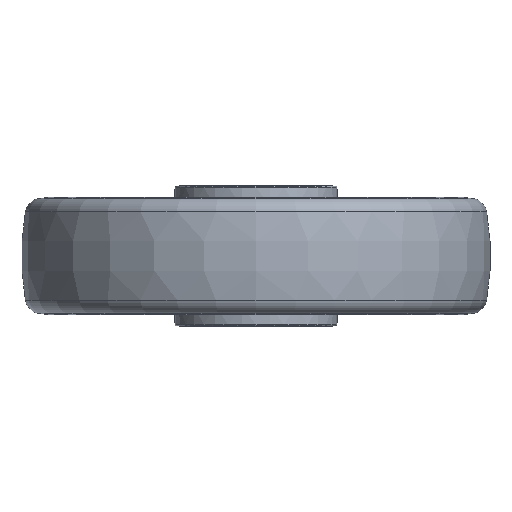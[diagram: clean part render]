
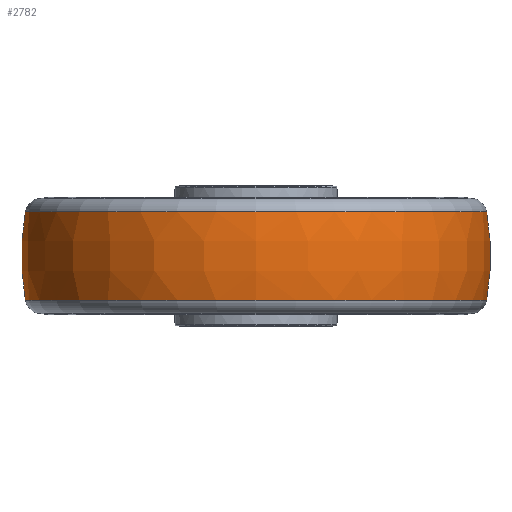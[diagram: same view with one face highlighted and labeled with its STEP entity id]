
A CAD part, front view. The second image highlights one B-rep face of the part: STEP entity #2782.
In plain terms, the highlighted toroidal (fillet/blend) face has major radius 10 mm and minor radius 110 mm.
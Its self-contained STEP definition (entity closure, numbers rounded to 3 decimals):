
#39 = ORIENTED_EDGE ( 'NONE', *, *, #332, .F. ) ;
#167 = DIRECTION ( 'NONE',  ( 0., 0., 1. ) ) ;
#332 = EDGE_CURVE ( 'NONE', #1601, #1368, #1199, .T. ) ;
#480 = ORIENTED_EDGE ( 'NONE', *, *, #779, .T. ) ;
#629 = EDGE_CURVE ( 'NONE', #2205, #1601, #3048, .T. ) ;
#749 = DIRECTION ( 'NONE',  ( -1., 0., 0. ) ) ;
#764 = VERTEX_POINT ( 'NONE', #2134 ) ;
#779 = EDGE_CURVE ( 'NONE', #2205, #764, #1613, .T. ) ;
#830 = ORIENTED_EDGE ( 'NONE', *, *, #2436, .T. ) ;
#864 = DIRECTION ( 'NONE',  ( 0., 0., 1. ) ) ;
#880 = AXIS2_PLACEMENT_3D ( 'NONE', #979, #2980, #3550 ) ;
#968 = AXIS2_PLACEMENT_3D ( 'NONE', #3384, #864, #2076 ) ;
#979 = CARTESIAN_POINT ( 'NONE',  ( 0., 0., -18.854 ) ) ;
#997 = ORIENTED_EDGE ( 'NONE', *, *, #629, .F. ) ;
#1172 = EDGE_LOOP ( 'NONE', ( #480, #830, #39, #997 ) ) ;
#1185 = AXIS2_PLACEMENT_3D ( 'NONE', #1778, #2018, #3178 ) ;
#1199 = CIRCLE ( 'NONE', #968, 98.372 ) ;
#1368 = VERTEX_POINT ( 'NONE', #1940 ) ;
#1601 = VERTEX_POINT ( 'NONE', #3113 ) ;
#1613 = CIRCLE ( 'NONE', #880, 98.372 ) ;
#1633 = CARTESIAN_POINT ( 'NONE',  ( 0., 0., 0. ) ) ;
#1765 = AXIS2_PLACEMENT_3D ( 'NONE', #3000, #3311, #749 ) ;
#1778 = CARTESIAN_POINT ( 'NONE',  ( 10., 0., 0. ) ) ;
#1940 = CARTESIAN_POINT ( 'NONE',  ( 98.372, 0., 18.854 ) ) ;
#1963 = DIRECTION ( 'NONE',  ( -1., 0., 0. ) ) ;
#2018 = DIRECTION ( 'NONE',  ( 0., 1., 0. ) ) ;
#2076 = DIRECTION ( 'NONE',  ( -1., 0., 0. ) ) ;
#2134 = CARTESIAN_POINT ( 'NONE',  ( 98.372, 0., -18.854 ) ) ;
#2150 = CARTESIAN_POINT ( 'NONE',  ( -98.372, 0., -18.854 ) ) ;
#2205 = VERTEX_POINT ( 'NONE', #2150 ) ;
#2409 = TOROIDAL_SURFACE ( 'NONE', #2891, -10., 110. ) ;
#2424 = FACE_OUTER_BOUND ( 'NONE', #1172, .T. ) ;
#2436 = EDGE_CURVE ( 'NONE', #764, #1368, #2885, .T. ) ;
#2782 = ADVANCED_FACE ( 'NONE', ( #2424 ), #2409, .T. ) ;
#2885 = CIRCLE ( 'NONE', #1765, 110. ) ;
#2891 = AXIS2_PLACEMENT_3D ( 'NONE', #1633, #167, #1963 ) ;
#2980 = DIRECTION ( 'NONE',  ( 0., 0., 1. ) ) ;
#3000 = CARTESIAN_POINT ( 'NONE',  ( -10., 0., 0. ) ) ;
#3048 = CIRCLE ( 'NONE', #1185, 110. ) ;
#3113 = CARTESIAN_POINT ( 'NONE',  ( -98.372, 0., 18.854 ) ) ;
#3178 = DIRECTION ( 'NONE',  ( 1., 0., 0. ) ) ;
#3311 = DIRECTION ( 'NONE',  ( 0., -1., 0. ) ) ;
#3384 = CARTESIAN_POINT ( 'NONE',  ( 0., 0., 18.854 ) ) ;
#3550 = DIRECTION ( 'NONE',  ( -1., 0., 0. ) ) ;
